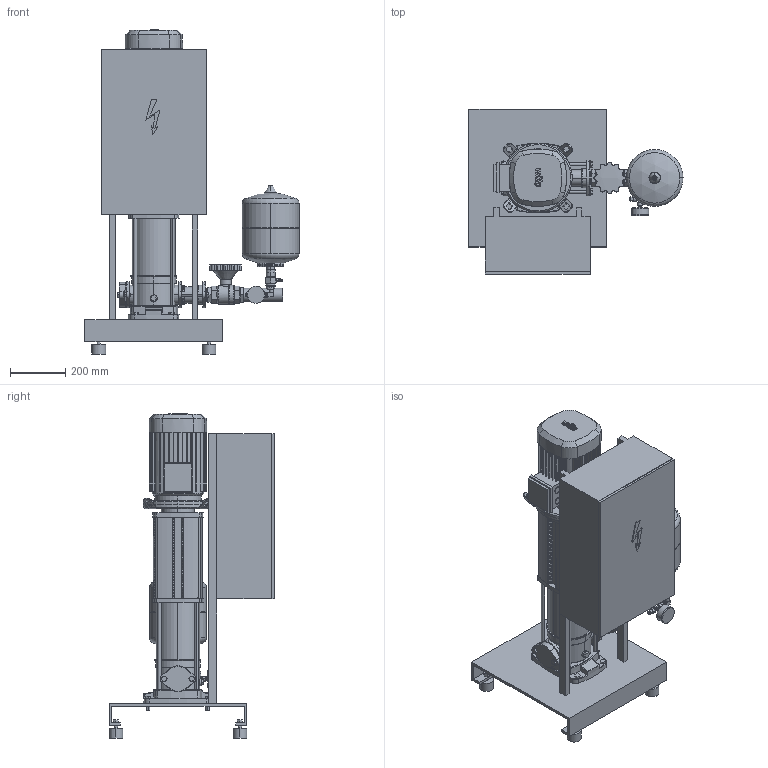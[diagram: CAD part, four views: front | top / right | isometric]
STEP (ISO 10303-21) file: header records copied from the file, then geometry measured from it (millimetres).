
FILE_DESCRIPTION((''),'2;1');
FILE_NAME('3d_CO-1HelixV1607_CE+-2532191.stp','2016-01-25T12:50:27',(''),(''),'Mechanical Desktop 2009','Mechanical Desktop 2009',', , ');
FILE_SCHEMA(('CONFIG_CONTROL_DESIGN'));
Length unit declared in the file: millimetre
Products named in the file (1): Product
Bounding box: 777 x 602 x 1176.2 mm (x, y, z)
Volume: 86511289.5 mm3; surface area: 4118371 mm2
Topology: 52 solids, 52 shells, 2013 faces, 5265 edges, 3438 vertices
Faces by surface type: plane 912, bspline 492, cylinder 430, cone 108, torus 64, sphere 7
Entity records: 68170 total; most frequent: CARTESIAN_POINT 18494, ORIENTED_EDGE 10526, DIRECTION 9708, EDGE_CURVE 5263, VERTEX_POINT 3437, VECTOR 3366, LINE 3366, AXIS2_PLACEMENT_3D 3171
